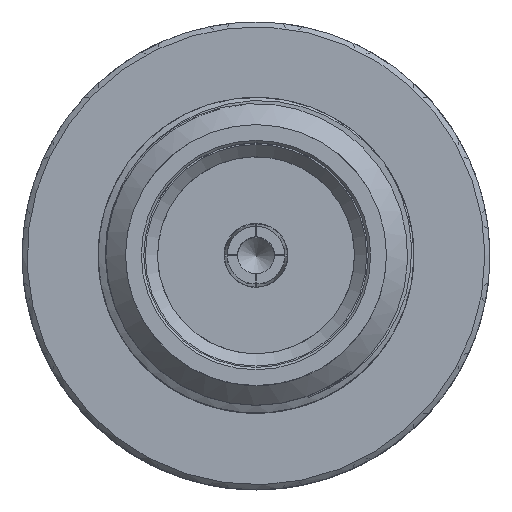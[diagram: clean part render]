
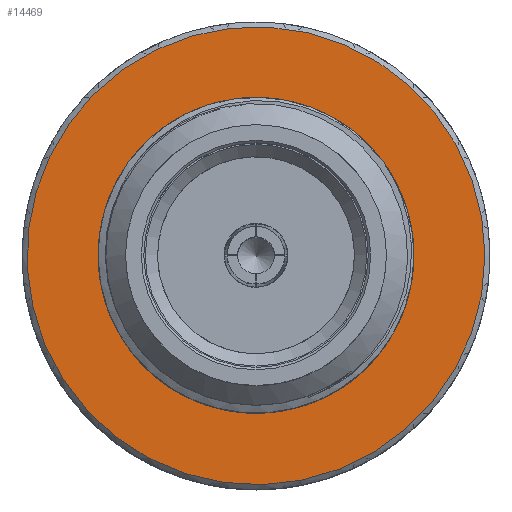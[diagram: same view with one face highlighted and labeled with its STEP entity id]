
A CAD part, top view. The second image highlights one B-rep face of the part: STEP entity #14469.
In plain terms, the highlighted planar face has unit normal (0, 0, 1).
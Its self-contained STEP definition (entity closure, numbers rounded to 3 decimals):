
#4840=ORIENTED_EDGE('',*,*,#8995,.T.);
#4841=ORIENTED_EDGE('',*,*,#8996,.T.);
#8995=EDGE_CURVE('',#10794,#10794,#11380,.T.);
#8996=EDGE_CURVE('',#10795,#10795,#11381,.F.);
#10794=VERTEX_POINT('',#28863);
#10795=VERTEX_POINT('',#28865);
#11380=CIRCLE('',#15423,4.65);
#11381=CIRCLE('',#15424,2.65);
#12053=EDGE_LOOP('',(#4840));
#12054=EDGE_LOOP('',(#4841));
#13178=FACE_BOUND('',#12053,.T.);
#13179=FACE_BOUND('',#12054,.T.);
#13902=PLANE('',#15422);
#14469=ADVANCED_FACE('',(#13178,#13179),#13902,.T.);
#15422=AXIS2_PLACEMENT_3D('',#28861,#16523,#16524);
#15423=AXIS2_PLACEMENT_3D('',#28862,#16525,#16526);
#15424=AXIS2_PLACEMENT_3D('',#28864,#16527,#16528);
#16523=DIRECTION('',(0.,0.,1.));
#16524=DIRECTION('',(1.,0.,0.));
#16525=DIRECTION('',(0.,0.,1.));
#16526=DIRECTION('',(1.,0.,0.));
#16527=DIRECTION('',(0.,0.,1.));
#16528=DIRECTION('',(1.,0.,0.));
#28861=CARTESIAN_POINT('',(-1.625,0.,3.9));
#28862=CARTESIAN_POINT('',(0.,0.,3.9));
#28863=CARTESIAN_POINT('',(4.65,0.,3.9));
#28864=CARTESIAN_POINT('',(0.,0.,3.9));
#28865=CARTESIAN_POINT('',(2.65,0.,3.9));
